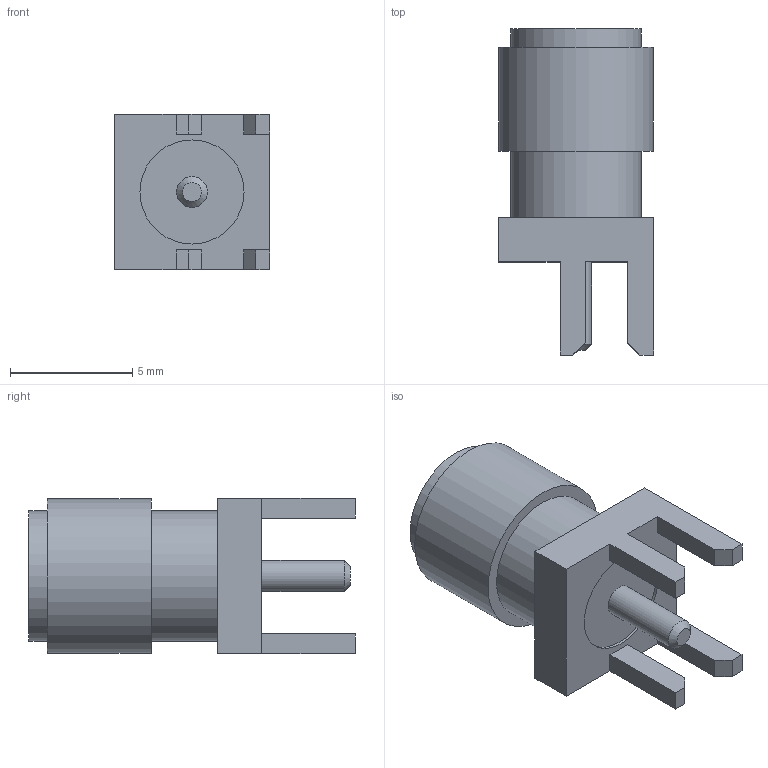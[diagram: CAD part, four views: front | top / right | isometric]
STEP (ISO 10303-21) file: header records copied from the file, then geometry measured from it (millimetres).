
FILE_DESCRIPTION( ( 'STEP AP214' ), ' ' );
FILE_NAME( 'SMA-J-P-H-ST-EM1.stp', '2016-11-24T12:17:51', ( '' ), ( '' ), ' ', 'PARTsolutions', ' ' );
FILE_SCHEMA( ( 'AUTOMOTIVE_DESIGN { 1 0 10303 214 1 1 1 1 }' ) );
Length unit declared in the file: millimetre
Products named in the file (1): _SMA-J-P-H-ST-EM1
Bounding box: 6.35 x 13.33 x 6.35 mm (x, y, z)
Volume: 263.2 mm3; surface area: 416.9 mm2
Topology: 1 solids, 1 shells, 47 faces, 105 edges, 70 vertices
Faces by surface type: plane 34, cylinder 12, cone 1
Full cylindrical faces by diameter (mm): 1.27 x2, 4.1 x1, 4.25 x1, 4.63 x1, 5.35 x2, 6.33 x1
Entity records: 1642 total; most frequent: DIRECTION 216, CARTESIAN_POINT 212, ORIENTED_EDGE 190, EDGE_CURVE 95, AXIS2_PLACEMENT_3D 73, LINE 70, VECTOR 70, VERTEX_POINT 69
